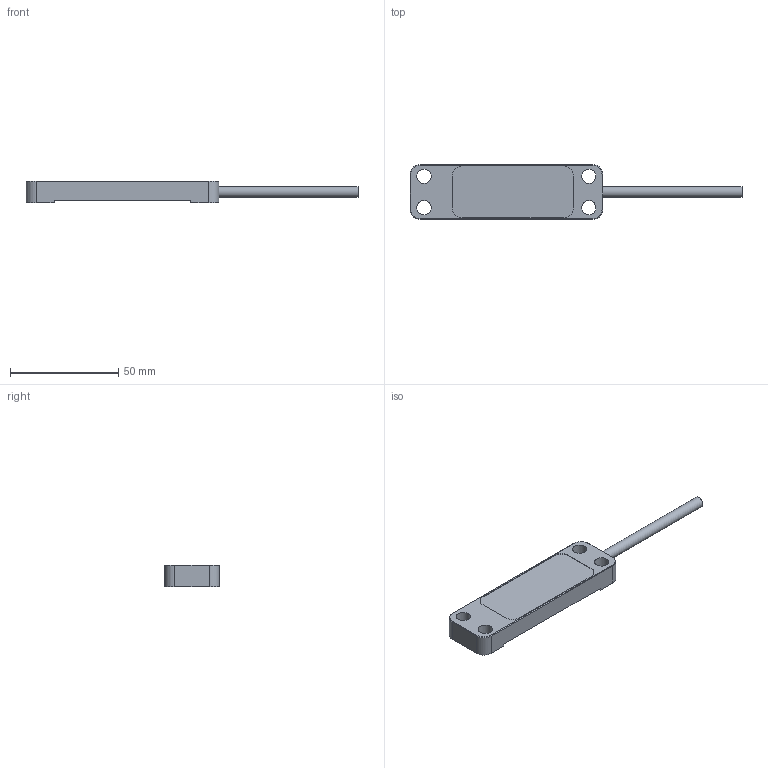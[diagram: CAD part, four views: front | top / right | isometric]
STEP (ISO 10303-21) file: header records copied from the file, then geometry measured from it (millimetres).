
FILE_DESCRIPTION(/* description */ ('Unknown'),/* implementation_level */ '2;1');
FILE_NAME(/* name */ '210819_98000424_DST76_Neutralmodell_V01_00',/* time_stamp */ '2021-08-19T15:48:20+02:00',/* author */ ('Unknown'),/* organization */ ('Baumer'),/* preprocessor_version */ 'ST-DEVELOPER v16.7',/* originating_system */ 'Solid Edge',/* authorisation */ 'Unknown');
FILE_SCHEMA (('AUTOMOTIVE_DESIGN {1 0 10303 214 3 1 1}'));
Length unit declared in the file: millimetre
Products named in the file (1): 210819_98000424_DST76_Neutralmodell_V01_00
Bounding box: 153.29 x 25.4 x 10 mm (x, y, z)
Volume: 20431.2 mm3; surface area: 8170.8 mm2
Topology: 1 solids, 1 shells, 37 faces, 96 edges, 63 vertices
Faces by surface type: plane 20, cylinder 13, cone 4
Full cylindrical faces by diameter (mm): 5 x1, 6.6 x4
Entity records: 1366 total; most frequent: DIRECTION 192, CARTESIAN_POINT 182, ORIENTED_EDGE 172, EDGE_CURVE 86, AXIS2_PLACEMENT_3D 68, VERTEX_POINT 58, LINE 56, VECTOR 56
